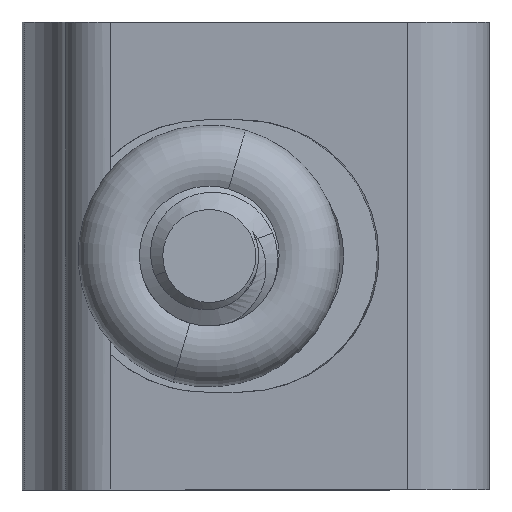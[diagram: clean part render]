
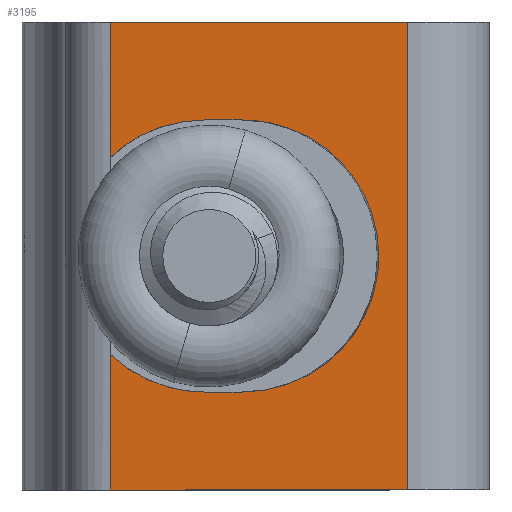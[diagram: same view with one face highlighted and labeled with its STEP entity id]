
A CAD part, front view. The second image highlights one B-rep face of the part: STEP entity #3195.
In plain terms, the highlighted face is planar.
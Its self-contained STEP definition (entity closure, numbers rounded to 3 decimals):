
#47 = ORIENTED_EDGE ( 'NONE', *, *, #3085, .F. ) ;
#218 = CARTESIAN_POINT ( 'NONE',  ( 6.384, -1.524, -0.587 ) ) ;
#223 = CARTESIAN_POINT ( 'NONE',  ( 7.531, -1.524, -4.153 ) ) ;
#248 = ORIENTED_EDGE ( 'NONE', *, *, #2964, .F. ) ;
#326 = VERTEX_POINT ( 'NONE', #590 ) ;
#337 = DIRECTION ( 'NONE',  ( -1., 0., 0. ) ) ;
#340 = LINE ( 'NONE', #3071, #4328 ) ;
#359 = EDGE_CURVE ( 'NONE', #326, #1022, #1141, .T. ) ;
#410 = CARTESIAN_POINT ( 'NONE',  ( 1.994, -1.524, -3.383 ) ) ;
#414 = CARTESIAN_POINT ( 'NONE',  ( 1.994, -1.524, 0. ) ) ;
#439 = EDGE_LOOP ( 'NONE', ( #3341, #248, #4123, #900, #3385, #3725, #47, #3909, #1922, #4721, #1360 ) ) ;
#547 = VECTOR ( 'NONE', #4286, 1000. ) ;
#559 = CARTESIAN_POINT ( 'NONE',  ( 9.525, -1.524, -6.085 ) ) ;
#590 = CARTESIAN_POINT ( 'NONE',  ( 0., -1.524, 0. ) ) ;
#595 = CARTESIAN_POINT ( 'NONE',  ( 4.762, -1.524, -0.587 ) ) ;
#709 = LINE ( 'NONE', #3766, #3682 ) ;
#747 = CARTESIAN_POINT ( 'NONE',  ( 9.525, -1.524, 0. ) ) ;
#791 = EDGE_CURVE ( 'NONE', #3513, #2204, #340, .T. ) ;
#817 = CARTESIAN_POINT ( 'NONE',  ( 0., -1.524, 0. ) ) ;
#900 = ORIENTED_EDGE ( 'NONE', *, *, #1806, .F. ) ;
#965 = CARTESIAN_POINT ( 'NONE',  ( 7.531, -1.524, -1.746 ) ) ;
#987 = CARTESIAN_POINT ( 'NONE',  ( 1.994, -1.524, -4.153 ) ) ;
#1022 = VERTEX_POINT ( 'NONE', #4597 ) ;
#1062 = DIRECTION ( 'NONE',  ( -1., 0., 0. ) ) ;
#1091 = CARTESIAN_POINT ( 'NONE',  ( 3.141, -1.524, -0.587 ) ) ;
#1141 = LINE ( 'NONE', #817, #2065 ) ;
#1339 = LINE ( 'NONE', #4071, #4185 ) ;
#1360 = ORIENTED_EDGE ( 'NONE', *, *, #4436, .F. ) ;
#1402 = CARTESIAN_POINT ( 'NONE',  ( 9.525, -1.524, 0. ) ) ;
#1502 = VERTEX_POINT ( 'NONE', #3129 ) ;
#1546 = LINE ( 'NONE', #414, #547 ) ;
#1590 =( BOUNDED_CURVE ( )  B_SPLINE_CURVE ( 3, ( #2915, #965, #218, #595 ),
 .UNSPECIFIED., .F., .F. ) 
 B_SPLINE_CURVE_WITH_KNOTS ( ( 4, 4 ),
 ( 1.571, 3.142 ),
 .UNSPECIFIED. ) 
 CURVE ( )  GEOMETRIC_REPRESENTATION_ITEM ( )  RATIONAL_B_SPLINE_CURVE ( ( 1., 0.805, 0.805, 1. ) ) 
 REPRESENTATION_ITEM ( '' )  );
#1626 = AXIS2_PLACEMENT_3D ( 'NONE', #1402, #4903, #3344 ) ;
#1688 = CARTESIAN_POINT ( 'NONE',  ( 7.531, -1.524, -3.383 ) ) ;
#1738 = DIRECTION ( 'NONE',  ( 0., 0., -1. ) ) ;
#1772 = CARTESIAN_POINT ( 'NONE',  ( 2.262, -1.524, -5.558 ) ) ;
#1806 = EDGE_CURVE ( 'NONE', #4163, #2594, #1590, .T. ) ;
#1893 = EDGE_CURVE ( 'NONE', #3513, #326, #4595, .T. ) ;
#1922 = ORIENTED_EDGE ( 'NONE', *, *, #1893, .T. ) ;
#2065 = VECTOR ( 'NONE', #4082, 1000. ) ;
#2138 = CARTESIAN_POINT ( 'NONE',  ( 7.263, -1.524, -5.558 ) ) ;
#2204 = VERTEX_POINT ( 'NONE', #559 ) ;
#2234 = CARTESIAN_POINT ( 'NONE',  ( 6.764, -1.524, -6.085 ) ) ;
#2260 = CARTESIAN_POINT ( 'NONE',  ( 1.994, -1.524, -1.746 ) ) ;
#2333 = EDGE_CURVE ( 'NONE', #2594, #4532, #3906, .T. ) ;
#2351 = VECTOR ( 'NONE', #3287, 1000. ) ;
#2592 = CARTESIAN_POINT ( 'NONE',  ( 7.531, -1.524, -4.153 ) ) ;
#2594 = VERTEX_POINT ( 'NONE', #3179 ) ;
#2905 = CARTESIAN_POINT ( 'NONE',  ( 9.525, -1.524, -6.085 ) ) ;
#2915 = CARTESIAN_POINT ( 'NONE',  ( 7.531, -1.524, -3.383 ) ) ;
#2964 = EDGE_CURVE ( 'NONE', #4532, #1502, #1546, .T. ) ;
#2969 = PLANE ( 'NONE',  #1626 ) ;
#2988 = FACE_OUTER_BOUND ( 'NONE', #439, .T. ) ;
#3028 = CARTESIAN_POINT ( 'NONE',  ( 9.525, -1.524, 0. ) ) ;
#3071 = CARTESIAN_POINT ( 'NONE',  ( 9.525, -1.524, 0. ) ) ;
#3085 = EDGE_CURVE ( 'NONE', #2204, #4445, #3375, .T. ) ;
#3129 = CARTESIAN_POINT ( 'NONE',  ( 1.994, -1.524, -4.153 ) ) ;
#3137 = EDGE_CURVE ( 'NONE', #1502, #4197, #3237, .T. ) ;
#3179 = CARTESIAN_POINT ( 'NONE',  ( 4.762, -1.524, -0.587 ) ) ;
#3195 = ADVANCED_FACE ( 'NONE', ( #2988 ), #2969, .F. ) ;
#3237 =( BOUNDED_CURVE ( )  B_SPLINE_CURVE ( 3, ( #987, #4474, #1772, #4491 ),
 .UNSPECIFIED., .F., .F. ) 
 B_SPLINE_CURVE_WITH_KNOTS ( ( 4, 4 ),
 ( 4.712, 5.475 ),
 .UNSPECIFIED. ) 
 CURVE ( )  GEOMETRIC_REPRESENTATION_ITEM ( )  RATIONAL_B_SPLINE_CURVE ( ( 1., 0.952, 0.952, 1. ) ) 
 REPRESENTATION_ITEM ( '' )  );
#3287 = DIRECTION ( 'NONE',  ( -1., 0., 0. ) ) ;
#3341 = ORIENTED_EDGE ( 'NONE', *, *, #3137, .F. ) ;
#3344 = DIRECTION ( 'NONE',  ( 0., 0., 1. ) ) ;
#3375 = LINE ( 'NONE', #2905, #2351 ) ;
#3385 = ORIENTED_EDGE ( 'NONE', *, *, #4239, .T. ) ;
#3513 = VERTEX_POINT ( 'NONE', #747 ) ;
#3567 = VECTOR ( 'NONE', #337, 1000. ) ;
#3682 = VECTOR ( 'NONE', #1062, 1000. ) ;
#3725 = ORIENTED_EDGE ( 'NONE', *, *, #4246, .F. ) ;
#3766 = CARTESIAN_POINT ( 'NONE',  ( 9.525, -1.524, -6.085 ) ) ;
#3794 = CARTESIAN_POINT ( 'NONE',  ( 4.762, -1.524, -0.587 ) ) ;
#3906 =( BOUNDED_CURVE ( )  B_SPLINE_CURVE ( 3, ( #3794, #1091, #2260, #4975 ),
 .UNSPECIFIED., .F., .F. ) 
 B_SPLINE_CURVE_WITH_KNOTS ( ( 4, 4 ),
 ( 3.142, 4.712 ),
 .UNSPECIFIED. ) 
 CURVE ( )  GEOMETRIC_REPRESENTATION_ITEM ( )  RATIONAL_B_SPLINE_CURVE ( ( 1., 0.805, 0.805, 1. ) ) 
 REPRESENTATION_ITEM ( '' )  );
#3909 = ORIENTED_EDGE ( 'NONE', *, *, #791, .F. ) ;
#4057 = CARTESIAN_POINT ( 'NONE',  ( 7.531, -1.524, -4.881 ) ) ;
#4071 = CARTESIAN_POINT ( 'NONE',  ( 7.531, -1.524, 0. ) ) ;
#4082 = DIRECTION ( 'NONE',  ( 0., 0., -1. ) ) ;
#4123 = ORIENTED_EDGE ( 'NONE', *, *, #2333, .F. ) ;
#4163 = VERTEX_POINT ( 'NONE', #1688 ) ;
#4185 = VECTOR ( 'NONE', #1738, 1000. ) ;
#4197 = VERTEX_POINT ( 'NONE', #4417 ) ;
#4239 = EDGE_CURVE ( 'NONE', #4163, #4373, #1339, .T. ) ;
#4246 = EDGE_CURVE ( 'NONE', #4445, #4373, #4497, .T. ) ;
#4286 = DIRECTION ( 'NONE',  ( 0., 0., -1. ) ) ;
#4328 = VECTOR ( 'NONE', #5006, 1000. ) ;
#4373 = VERTEX_POINT ( 'NONE', #2592 ) ;
#4417 = CARTESIAN_POINT ( 'NONE',  ( 2.761, -1.524, -6.085 ) ) ;
#4436 = EDGE_CURVE ( 'NONE', #4197, #1022, #709, .T. ) ;
#4445 = VERTEX_POINT ( 'NONE', #2234 ) ;
#4474 = CARTESIAN_POINT ( 'NONE',  ( 1.994, -1.524, -4.881 ) ) ;
#4491 = CARTESIAN_POINT ( 'NONE',  ( 2.761, -1.524, -6.085 ) ) ;
#4497 =( BOUNDED_CURVE ( )  B_SPLINE_CURVE ( 3, ( #4851, #2138, #4057, #223 ),
 .UNSPECIFIED., .F., .F. ) 
 B_SPLINE_CURVE_WITH_KNOTS ( ( 4, 4 ),
 ( 0.808, 1.571 ),
 .UNSPECIFIED. ) 
 CURVE ( )  GEOMETRIC_REPRESENTATION_ITEM ( )  RATIONAL_B_SPLINE_CURVE ( ( 1., 0.952, 0.952, 1. ) ) 
 REPRESENTATION_ITEM ( '' )  );
#4532 = VERTEX_POINT ( 'NONE', #410 ) ;
#4595 = LINE ( 'NONE', #3028, #3567 ) ;
#4597 = CARTESIAN_POINT ( 'NONE',  ( 0., -1.524, -6.085 ) ) ;
#4721 = ORIENTED_EDGE ( 'NONE', *, *, #359, .T. ) ;
#4851 = CARTESIAN_POINT ( 'NONE',  ( 6.764, -1.524, -6.085 ) ) ;
#4903 = DIRECTION ( 'NONE',  ( 0., 1., 0. ) ) ;
#4975 = CARTESIAN_POINT ( 'NONE',  ( 1.994, -1.524, -3.383 ) ) ;
#5006 = DIRECTION ( 'NONE',  ( 0., 0., -1. ) ) ;
